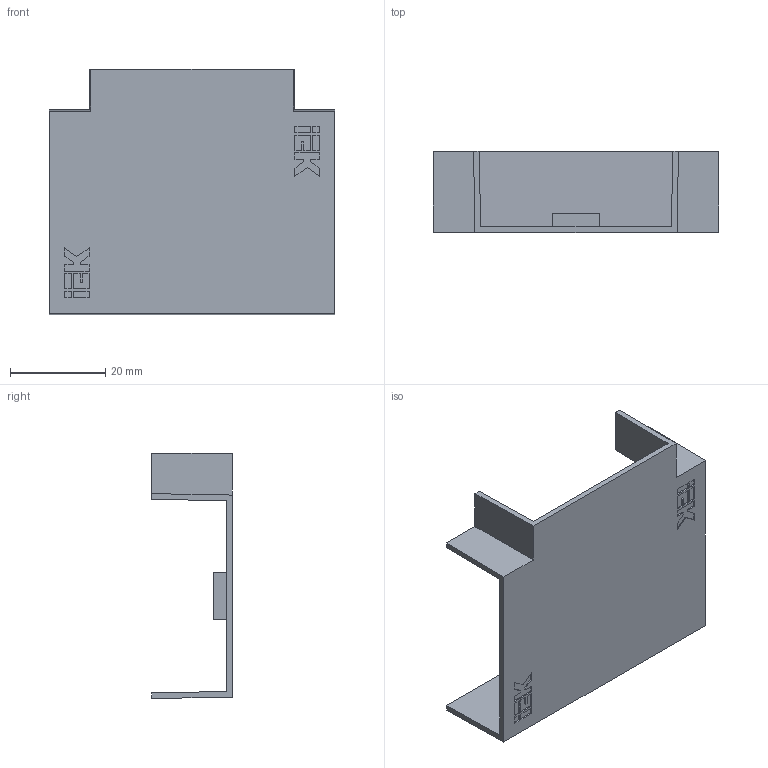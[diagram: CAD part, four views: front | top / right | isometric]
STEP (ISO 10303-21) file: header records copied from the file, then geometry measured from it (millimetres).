
FILE_DESCRIPTION (( 'STEP AP214' ), '1' );
FILE_NAME ('ÊÌÒ 40õ16 (2 î÷åðåäü)_èçì.1.STEP', '2016-06-24T11:42:38', ( '' ), ( '' ), 'SwSTEP 2.0', 'SolidWorks 2014', '' );
FILE_SCHEMA (( 'AUTOMOTIVE_DESIGN' ));
Length unit declared in the file: millimetre
Products named in the file (1): ÊÌÒ 40õ16 (2 î÷åðåäü)_èçì.1
Bounding box: 60 x 17 x 51.55 mm (x, y, z)
Volume: 5383.4 mm3; surface area: 9527.4 mm2
Topology: 1 solids, 1 shells, 280 faces, 765 edges, 510 vertices
Faces by surface type: plane 190, bspline 87, cylinder 3
Entity records: 11075 total; most frequent: CARTESIAN_POINT 4531, ORIENTED_EDGE 1530, DIRECTION 985, EDGE_CURVE 765, VECTOR 585, LINE 585, VERTEX_POINT 510, EDGE_LOOP 303
